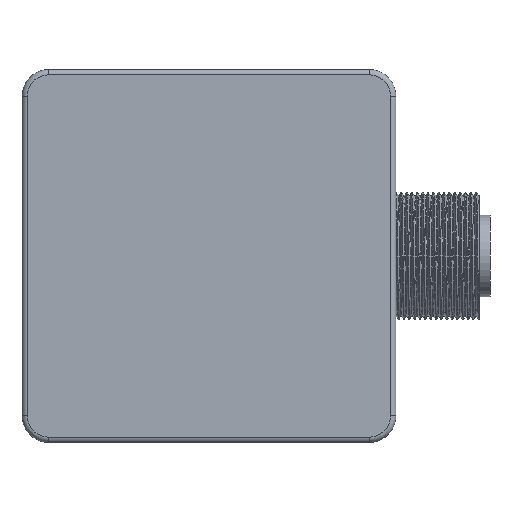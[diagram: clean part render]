
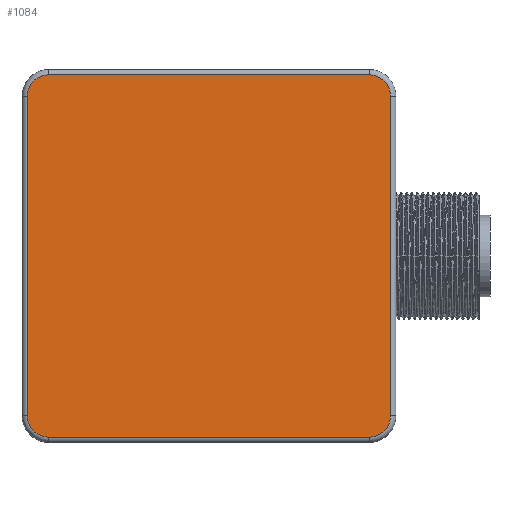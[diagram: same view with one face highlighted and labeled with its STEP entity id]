
A CAD part, left-side view. The second image highlights one B-rep face of the part: STEP entity #1084.
In plain terms, the highlighted planar face has unit normal (-1, 0, 0).
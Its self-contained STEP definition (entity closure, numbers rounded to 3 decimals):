
#25=PLANE('',#1197);
#92=FACE_OUTER_BOUND('',#157,.T.);
#157=EDGE_LOOP('',(#883,#884,#885,#886,#887,#888,#889,#890));
#175=CIRCLE('',#1148,2.);
#188=CIRCLE('',#1164,2.);
#189=CIRCLE('',#1167,2.);
#197=CIRCLE('',#1179,2.);
#312=LINE('',#3457,#368);
#316=LINE('',#3463,#372);
#321=LINE('',#3470,#377);
#323=LINE('',#3473,#379);
#368=VECTOR('',#1400,10.);
#372=VECTOR('',#1408,10.);
#377=VECTOR('',#1417,10.);
#379=VECTOR('',#1421,10.);
#459=VERTEX_POINT('',#3388);
#460=VERTEX_POINT('',#3390);
#470=VERTEX_POINT('',#3413);
#472=VERTEX_POINT('',#3417);
#473=VERTEX_POINT('',#3424);
#474=VERTEX_POINT('',#3425);
#481=VERTEX_POINT('',#3448);
#482=VERTEX_POINT('',#3449);
#592=EDGE_CURVE('',#459,#460,#175,.T.);
#605=EDGE_CURVE('',#472,#470,#188,.T.);
#608=EDGE_CURVE('',#473,#474,#189,.T.);
#620=EDGE_CURVE('',#481,#482,#197,.T.);
#624=EDGE_CURVE('',#482,#472,#312,.T.);
#628=EDGE_CURVE('',#474,#481,#316,.T.);
#633=EDGE_CURVE('',#460,#473,#321,.T.);
#635=EDGE_CURVE('',#470,#459,#323,.T.);
#883=ORIENTED_EDGE('',*,*,#620,.F.);
#884=ORIENTED_EDGE('',*,*,#628,.F.);
#885=ORIENTED_EDGE('',*,*,#608,.F.);
#886=ORIENTED_EDGE('',*,*,#633,.F.);
#887=ORIENTED_EDGE('',*,*,#592,.F.);
#888=ORIENTED_EDGE('',*,*,#635,.F.);
#889=ORIENTED_EDGE('',*,*,#605,.F.);
#890=ORIENTED_EDGE('',*,*,#624,.F.);
#1084=ADVANCED_FACE('',(#92),#25,.T.);
#1148=AXIS2_PLACEMENT_3D('',#3391,#1322,#1323);
#1164=AXIS2_PLACEMENT_3D('',#3419,#1354,#1355);
#1167=AXIS2_PLACEMENT_3D('',#3426,#1362,#1363);
#1179=AXIS2_PLACEMENT_3D('',#3450,#1390,#1391);
#1197=AXIS2_PLACEMENT_3D('',#3708,#1444,#1445);
#1322=DIRECTION('center_axis',(1.,0.,0.));
#1323=DIRECTION('ref_axis',(0.,0.707,-0.707));
#1354=DIRECTION('center_axis',(1.,0.,0.));
#1355=DIRECTION('ref_axis',(0.,-0.707,-0.707));
#1362=DIRECTION('center_axis',(1.,0.,0.));
#1363=DIRECTION('ref_axis',(0.,0.707,0.707));
#1390=DIRECTION('center_axis',(1.,0.,0.));
#1391=DIRECTION('ref_axis',(0.,-0.707,0.707));
#1400=DIRECTION('',(0.,0.,-1.));
#1408=DIRECTION('',(0.,-1.,0.));
#1417=DIRECTION('',(0.,0.,1.));
#1421=DIRECTION('',(0.,1.,0.));
#1444=DIRECTION('center_axis',(-1.,0.,0.));
#1445=DIRECTION('ref_axis',(0.,0.,1.));
#3388=CARTESIAN_POINT('',(-8.375,32.5,-16.95));
#3390=CARTESIAN_POINT('',(-8.375,34.5,-14.95));
#3391=CARTESIAN_POINT('Origin',(-8.375,32.5,-14.95));
#3413=CARTESIAN_POINT('',(-8.375,2.5,-16.95));
#3417=CARTESIAN_POINT('',(-8.375,0.5,-14.95));
#3419=CARTESIAN_POINT('Origin',(-8.375,2.5,-14.95));
#3424=CARTESIAN_POINT('',(-8.375,34.5,14.95));
#3425=CARTESIAN_POINT('',(-8.375,32.5,16.95));
#3426=CARTESIAN_POINT('Origin',(-8.375,32.5,14.95));
#3448=CARTESIAN_POINT('',(-8.375,2.5,16.95));
#3449=CARTESIAN_POINT('',(-8.375,0.5,14.95));
#3450=CARTESIAN_POINT('Origin',(-8.375,2.5,14.95));
#3457=CARTESIAN_POINT('',(-8.375,0.5,-8.725));
#3463=CARTESIAN_POINT('',(-8.375,0.,16.95));
#3470=CARTESIAN_POINT('',(-8.375,34.5,-8.725));
#3473=CARTESIAN_POINT('',(-8.375,0.,-16.95));
#3708=CARTESIAN_POINT('Origin',(-8.375,0.,-17.45));
